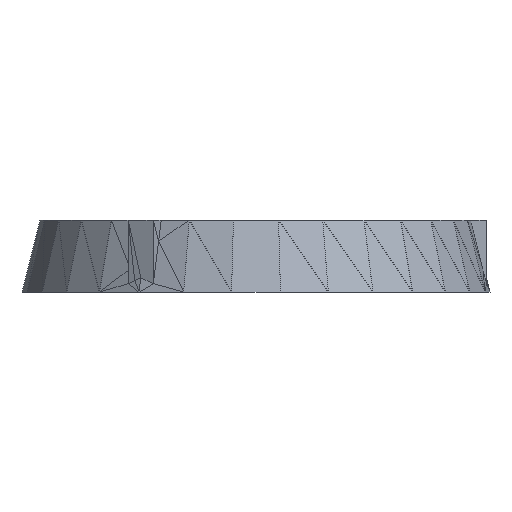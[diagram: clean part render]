
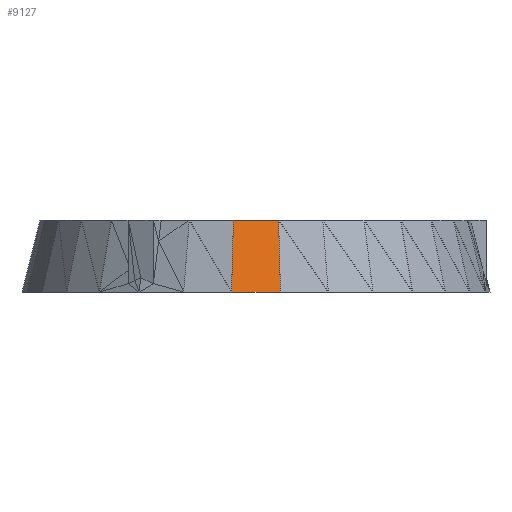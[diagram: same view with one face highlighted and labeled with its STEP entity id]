
A CAD part, front view. The second image highlights one B-rep face of the part: STEP entity #9127.
In plain terms, the highlighted planar face has unit normal (0, -0.971, 0.241).
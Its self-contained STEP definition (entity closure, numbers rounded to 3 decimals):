
#95 = PLANE('',#96);
#96 = AXIS2_PLACEMENT_3D('',#97,#98,#99);
#97 = CARTESIAN_POINT('',(0.,0.,20.));
#98 = DIRECTION('',(0.,0.,1.));
#99 = DIRECTION('',(1.,0.,0.));
#268 = EDGE_CURVE('',#269,#271,#273,.T.);
#269 = VERTEX_POINT('',#270);
#270 = CARTESIAN_POINT('',(-6.272,-59.671,20.));
#271 = VERTEX_POINT('',#272);
#272 = CARTESIAN_POINT('',(-6.794,-64.644,0.));
#273 = SURFACE_CURVE('',#274,(#278,#289),.PCURVE_S1.);
#274 = LINE('',#275,#276);
#275 = CARTESIAN_POINT('',(-6.272,-59.671,20.));
#276 = VECTOR('',#277,1.);
#277 = DIRECTION('',(-0.025,-0.241,-0.97
    ));
#278 = PCURVE('',#279,#284);
#279 = PLANE('',#280);
#280 = AXIS2_PLACEMENT_3D('',#281,#282,#283);
#281 = CARTESIAN_POINT('',(-10.414,-60.779,
    12.179));
#282 = DIRECTION('',(-0.202,-0.949,0.241));
#283 = DIRECTION('',(0.,-0.246,-0.969));
#284 = DEFINITIONAL_REPRESENTATION('',(#285),#288);
#285 = B_SPLINE_CURVE_WITH_KNOTS('',1,(#286,#287),.UNSPECIFIED.,.F.,.F.,
  (2,2),(0.,20.616),.PIECEWISE_BEZIER_KNOTS.);
#286 = CARTESIAN_POINT('',(-7.853,4.229));
#287 = CARTESIAN_POINT('',(12.756,3.695));
#288 = ( GEOMETRIC_REPRESENTATION_CONTEXT(2) 
PARAMETRIC_REPRESENTATION_CONTEXT() REPRESENTATION_CONTEXT('2D SPACE',''
  ) );
#289 = PCURVE('',#290,#295);
#290 = PLANE('',#291);
#291 = AXIS2_PLACEMENT_3D('',#292,#293,#294);
#292 = CARTESIAN_POINT('',(0.,-62.196,9.845));
#293 = DIRECTION('',(0.,-0.97,0.241));
#294 = DIRECTION('',(0.,-0.241,-0.97));
#295 = DEFINITIONAL_REPRESENTATION('',(#296),#300);
#296 = LINE('',#297,#298);
#297 = CARTESIAN_POINT('',(-10.464,-6.272));
#298 = VECTOR('',#299,1.);
#299 = DIRECTION('',(1.,-0.025));
#300 = ( GEOMETRIC_REPRESENTATION_CONTEXT(2) 
PARAMETRIC_REPRESENTATION_CONTEXT() REPRESENTATION_CONTEXT('2D SPACE',''
  ) );
#360 = PLANE('',#361);
#361 = AXIS2_PLACEMENT_3D('',#362,#363,#364);
#362 = CARTESIAN_POINT('',(0.,0.,
    0.));
#363 = DIRECTION('',(0.,0.,-1.));
#364 = DIRECTION('',(-1.,0.,0.));
#2719 = EDGE_CURVE('',#269,#2720,#2722,.T.);
#2720 = VERTEX_POINT('',#2721);
#2721 = CARTESIAN_POINT('',(6.272,-59.671,20.));
#2722 = SURFACE_CURVE('',#2723,(#2727,#2734),.PCURVE_S1.);
#2723 = LINE('',#2724,#2725);
#2724 = CARTESIAN_POINT('',(-6.272,-59.671,20.));
#2725 = VECTOR('',#2726,1.);
#2726 = DIRECTION('',(1.,0.,0.));
#2727 = PCURVE('',#95,#2728);
#2728 = DEFINITIONAL_REPRESENTATION('',(#2729),#2733);
#2729 = LINE('',#2730,#2731);
#2730 = CARTESIAN_POINT('',(-6.272,-59.671));
#2731 = VECTOR('',#2732,1.);
#2732 = DIRECTION('',(1.,0.));
#2733 = ( GEOMETRIC_REPRESENTATION_CONTEXT(2) 
PARAMETRIC_REPRESENTATION_CONTEXT() REPRESENTATION_CONTEXT('2D SPACE',''
  ) );
#2734 = PCURVE('',#290,#2735);
#2735 = DEFINITIONAL_REPRESENTATION('',(#2736),#2740);
#2736 = LINE('',#2737,#2738);
#2737 = CARTESIAN_POINT('',(-10.464,-6.272));
#2738 = VECTOR('',#2739,1.);
#2739 = DIRECTION('',(0.,1.));
#2740 = ( GEOMETRIC_REPRESENTATION_CONTEXT(2) 
PARAMETRIC_REPRESENTATION_CONTEXT() REPRESENTATION_CONTEXT('2D SPACE',''
  ) );
#5672 = PLANE('',#5673);
#5673 = AXIS2_PLACEMENT_3D('',#5674,#5675,#5676);
#5674 = CARTESIAN_POINT('',(10.902,-61.818,
    7.681));
#5675 = DIRECTION('',(0.202,-0.949,0.241));
#5676 = DIRECTION('',(0.,-0.246,-0.969));
#5687 = VERTEX_POINT('',#5688);
#5688 = CARTESIAN_POINT('',(6.794,-64.644,0.));
#5709 = EDGE_CURVE('',#2720,#5687,#5710,.T.);
#5710 = SURFACE_CURVE('',#5711,(#5715,#5722),.PCURVE_S1.);
#5711 = LINE('',#5712,#5713);
#5712 = CARTESIAN_POINT('',(6.272,-59.671,20.));
#5713 = VECTOR('',#5714,1.);
#5714 = DIRECTION('',(0.025,-0.241,-0.97
    ));
#5715 = PCURVE('',#5672,#5716);
#5716 = DEFINITIONAL_REPRESENTATION('',(#5717),#5721);
#5717 = LINE('',#5718,#5719);
#5718 = CARTESIAN_POINT('',(-12.468,-4.727));
#5719 = VECTOR('',#5720,1.);
#5720 = DIRECTION('',(1.,0.026));
#5721 = ( GEOMETRIC_REPRESENTATION_CONTEXT(2) 
PARAMETRIC_REPRESENTATION_CONTEXT() REPRESENTATION_CONTEXT('2D SPACE',''
  ) );
#5722 = PCURVE('',#290,#5723);
#5723 = DEFINITIONAL_REPRESENTATION('',(#5724),#5728);
#5724 = LINE('',#5725,#5726);
#5725 = CARTESIAN_POINT('',(-10.464,6.272));
#5726 = VECTOR('',#5727,1.);
#5727 = DIRECTION('',(1.,0.025));
#5728 = ( GEOMETRIC_REPRESENTATION_CONTEXT(2) 
PARAMETRIC_REPRESENTATION_CONTEXT() REPRESENTATION_CONTEXT('2D SPACE',''
  ) );
#8899 = EDGE_CURVE('',#5687,#271,#8900,.T.);
#8900 = SURFACE_CURVE('',#8901,(#8905,#8912),.PCURVE_S1.);
#8901 = LINE('',#8902,#8903);
#8902 = CARTESIAN_POINT('',(6.794,-64.644,0.));
#8903 = VECTOR('',#8904,1.);
#8904 = DIRECTION('',(-1.,0.,0.));
#8905 = PCURVE('',#360,#8906);
#8906 = DEFINITIONAL_REPRESENTATION('',(#8907),#8911);
#8907 = LINE('',#8908,#8909);
#8908 = CARTESIAN_POINT('',(-6.794,-64.644));
#8909 = VECTOR('',#8910,1.);
#8910 = DIRECTION('',(1.,0.));
#8911 = ( GEOMETRIC_REPRESENTATION_CONTEXT(2) 
PARAMETRIC_REPRESENTATION_CONTEXT() REPRESENTATION_CONTEXT('2D SPACE',''
  ) );
#8912 = PCURVE('',#290,#8913);
#8913 = DEFINITIONAL_REPRESENTATION('',(#8914),#8918);
#8914 = LINE('',#8915,#8916);
#8915 = CARTESIAN_POINT('',(10.145,6.794));
#8916 = VECTOR('',#8917,1.);
#8917 = DIRECTION('',(0.,-1.));
#8918 = ( GEOMETRIC_REPRESENTATION_CONTEXT(2) 
PARAMETRIC_REPRESENTATION_CONTEXT() REPRESENTATION_CONTEXT('2D SPACE',''
  ) );
#9127 = ADVANCED_FACE('',(#9128),#290,.T.);
#9128 = FACE_BOUND('',#9129,.T.);
#9129 = EDGE_LOOP('',(#9130,#9131,#9132,#9133));
#9130 = ORIENTED_EDGE('',*,*,#2719,.F.);
#9131 = ORIENTED_EDGE('',*,*,#268,.T.);
#9132 = ORIENTED_EDGE('',*,*,#8899,.F.);
#9133 = ORIENTED_EDGE('',*,*,#5709,.F.);
